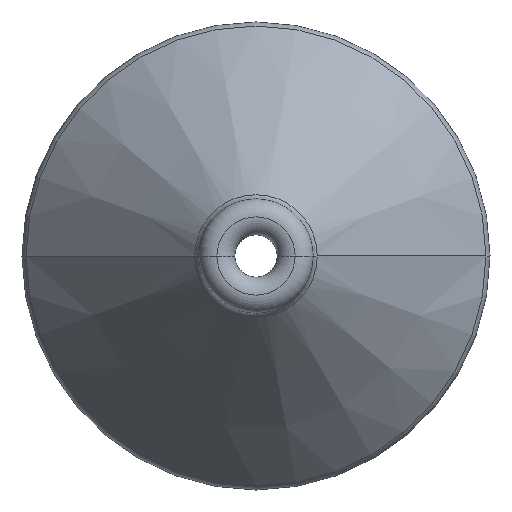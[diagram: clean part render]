
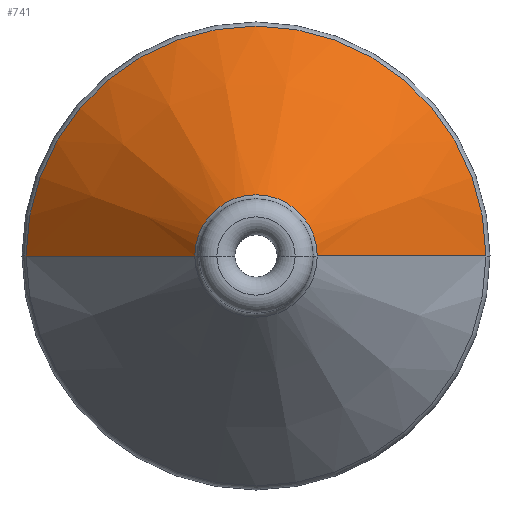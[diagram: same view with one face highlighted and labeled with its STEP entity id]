
A CAD part, front view. The second image highlights one B-rep face of the part: STEP entity #741.
In plain terms, the highlighted conical face has half-angle 39.309 degrees and reference radius 3.175 mm.
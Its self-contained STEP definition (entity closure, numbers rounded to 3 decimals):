
#10 = CARTESIAN_POINT ( 'NONE',  ( 0., 7., 0. ) ) ;
#14 = EDGE_LOOP ( 'NONE', ( #633, #552, #403, #310 ) ) ;
#26 = EDGE_CURVE ( 'NONE', #487, #450, #658, .T. ) ;
#47 = CARTESIAN_POINT ( 'NONE',  ( 0., 7.276, 0. ) ) ;
#79 = DIRECTION ( 'NONE',  ( 0., 1., 0. ) ) ;
#85 = LINE ( 'NONE', #340, #688 ) ;
#119 = LINE ( 'NONE', #462, #563 ) ;
#138 = DIRECTION ( 'NONE',  ( 1., 0., 0. ) ) ;
#142 = CIRCLE ( 'NONE', #341, 3.401 ) ;
#149 = CARTESIAN_POINT ( 'NONE',  ( 0., 18.724, 0. ) ) ;
#160 = EDGE_CURVE ( 'NONE', #736, #450, #85, .T. ) ;
#184 = DIRECTION ( 'NONE',  ( 0.634, 0.774, 0. ) ) ;
#203 = FACE_OUTER_BOUND ( 'NONE', #14, .T. ) ;
#231 = DIRECTION ( 'NONE',  ( 0., 1., 0. ) ) ;
#241 = CARTESIAN_POINT ( 'NONE',  ( 3.401, 7.276, 0. ) ) ;
#310 = ORIENTED_EDGE ( 'NONE', *, *, #160, .F. ) ;
#312 = CARTESIAN_POINT ( 'NONE',  ( -3.401, 7.276, 0. ) ) ;
#316 = CARTESIAN_POINT ( 'NONE',  ( 12.774, 18.724, 0. ) ) ;
#340 = CARTESIAN_POINT ( 'NONE',  ( -3.175, 7., 0. ) ) ;
#341 = AXIS2_PLACEMENT_3D ( 'NONE', #47, #231, #638 ) ;
#359 = DIRECTION ( 'NONE',  ( -1., 0., 0. ) ) ;
#400 = DIRECTION ( 'NONE',  ( -0.634, 0.774, 0. ) ) ;
#403 = ORIENTED_EDGE ( 'NONE', *, *, #26, .T. ) ;
#450 = VERTEX_POINT ( 'NONE', #542 ) ;
#462 = CARTESIAN_POINT ( 'NONE',  ( 3.175, 7., 0. ) ) ;
#487 = VERTEX_POINT ( 'NONE', #316 ) ;
#491 = DIRECTION ( 'NONE',  ( 0., -1., 0. ) ) ;
#534 = VERTEX_POINT ( 'NONE', #241 ) ;
#542 = CARTESIAN_POINT ( 'NONE',  ( -12.774, 18.724, 0. ) ) ;
#552 = ORIENTED_EDGE ( 'NONE', *, *, #609, .T. ) ;
#563 = VECTOR ( 'NONE', #184, 1000. ) ;
#567 = CONICAL_SURFACE ( 'NONE', #758, 3.175, 0.686 ) ;
#568 = EDGE_CURVE ( 'NONE', #736, #534, #142, .T. ) ;
#609 = EDGE_CURVE ( 'NONE', #534, #487, #119, .T. ) ;
#633 = ORIENTED_EDGE ( 'NONE', *, *, #568, .T. ) ;
#638 = DIRECTION ( 'NONE',  ( -1., 0., 0. ) ) ;
#658 = CIRCLE ( 'NONE', #666, 12.774 ) ;
#666 = AXIS2_PLACEMENT_3D ( 'NONE', #149, #491, #138 ) ;
#688 = VECTOR ( 'NONE', #400, 1000. ) ;
#736 = VERTEX_POINT ( 'NONE', #312 ) ;
#741 = ADVANCED_FACE ( 'NONE', ( #203 ), #567, .T. ) ;
#758 = AXIS2_PLACEMENT_3D ( 'NONE', #10, #79, #359 ) ;
